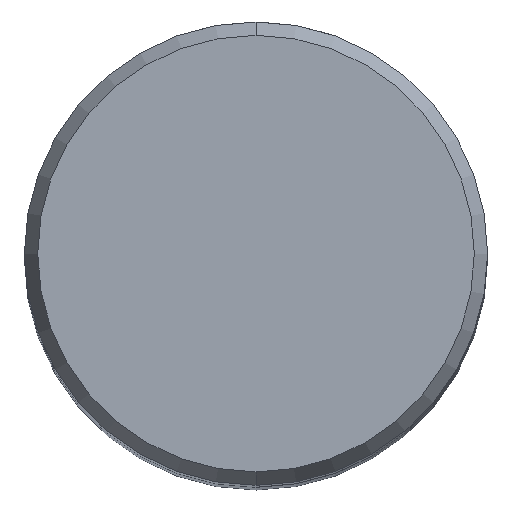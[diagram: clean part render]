
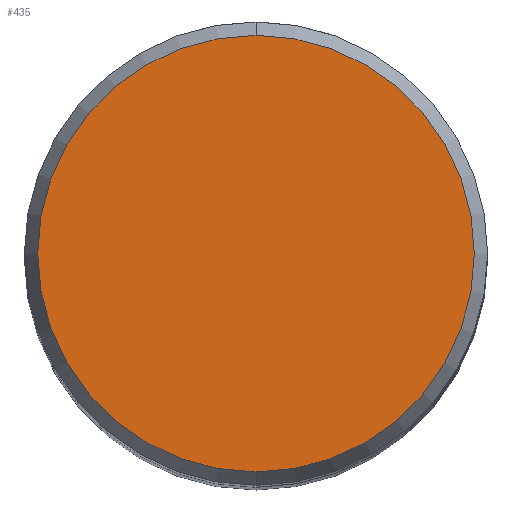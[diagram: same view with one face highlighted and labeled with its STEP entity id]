
A CAD part, top view. The second image highlights one B-rep face of the part: STEP entity #435.
In plain terms, the highlighted planar face has unit normal (0, 0, 1).
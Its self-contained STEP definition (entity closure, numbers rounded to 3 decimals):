
#281=EDGE_CURVE('',#449,#337,#650,.T.);
#337=VERTEX_POINT('',#710);
#387=EDGE_CURVE('',#337,#449,#766,.T.);
#435=ADVANCED_FACE('',(#821),#822,.T.);
#449=VERTEX_POINT('',#838);
#650=CIRCLE('',#1089,15.076);
#710=CARTESIAN_POINT('',(0.0,15.076,0.0));
#766=CIRCLE('',#1338,15.076);
#821=FACE_OUTER_BOUND('',#1508,.T.);
#822=PLANE('',#1509);
#838=CARTESIAN_POINT('',(0.,-15.076,0.0));
#1089=AXIS2_PLACEMENT_3D('',#1931,#1932,#1933);
#1338=AXIS2_PLACEMENT_3D('',#2067,#2068,#2069);
#1508=EDGE_LOOP('',(#2137,#2138));
#1509=AXIS2_PLACEMENT_3D('',#2139,#2140,#2141);
#1931=CARTESIAN_POINT('',(0.0,0.0,0.0));
#1932=DIRECTION('',(0.0,0.0,-1.0));
#1933=DIRECTION('',(0.0,1.0,0.0));
#2067=CARTESIAN_POINT('',(0.0,0.0,0.0));
#2068=DIRECTION('',(0.0,0.0,-1.0));
#2069=DIRECTION('',(0.0,1.0,0.0));
#2137=ORIENTED_EDGE('',*,*,#387,.F.);
#2138=ORIENTED_EDGE('',*,*,#281,.F.);
#2139=CARTESIAN_POINT('',(0.0,7.538,0.0));
#2140=DIRECTION('',(-0.0,0.0,1.0));
#2141=DIRECTION('',(0.0,-1.0,0.0));
